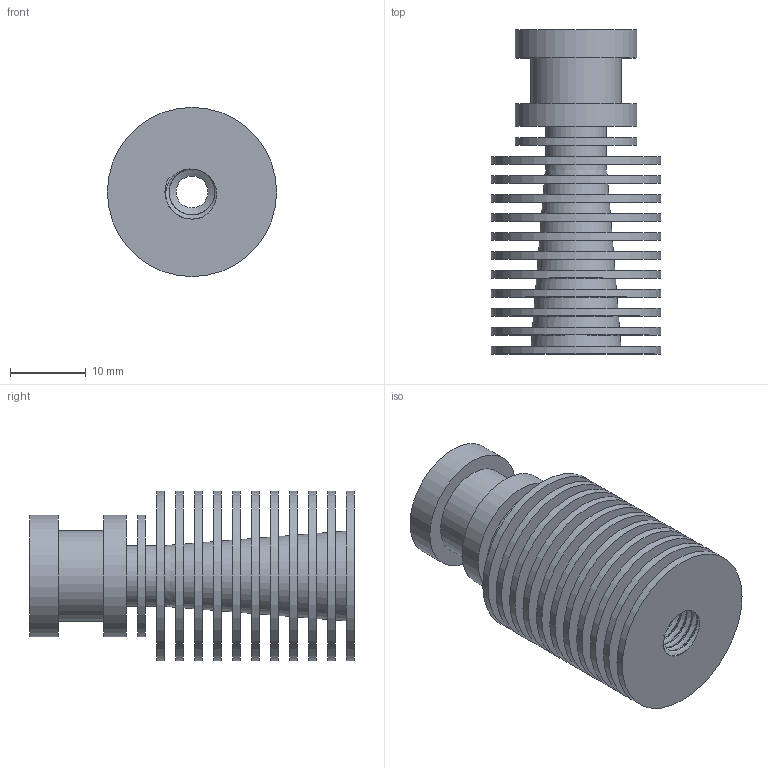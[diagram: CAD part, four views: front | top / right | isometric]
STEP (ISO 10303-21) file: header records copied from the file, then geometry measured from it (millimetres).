
FILE_DESCRIPTION(/* description */ (''),/* implementation_level */ '2;1');
FILE_NAME(/* name */ 'E3D V6 Heatsink.step',/* time_stamp */ '2017-11-02T09:08:39+01:00',/* author */ (''),/* organization */ (''),/* preprocessor_version */ 'ST-DEVELOPER v16.13',/* originating_system */ 'Autodesk Translation Framework v6.5.0.72',/* authorisation */ '');
FILE_SCHEMA (('AUTOMOTIVE_DESIGN { 1 0 10303 214 3 1 1 }'));
Length unit declared in the file: millimetre
Products named in the file (1): E3D V6 Heatsink
Bounding box: 22.3 x 42.7 x 22.3 mm (x, y, z)
Volume: 6775.7 mm3; surface area: 10693.9 mm2
Topology: 1 solids, 1 shells, 99 faces, 256 edges, 185 vertices
Faces by surface type: cylinder 56, plane 29, cone 12, bspline 2
Full cylindrical faces by diameter (mm): 4.2 x1, 6.035 x17, 7.147 x17, 8 x3, 12 x1, 16 x3, 22.3 x11
Entity records: 5148 total; most frequent: CARTESIAN_POINT 2658, ORIENTED_EDGE 512, DIRECTION 506, EDGE_CURVE 256, AXIS2_PLACEMENT_3D 220, VERTEX_POINT 185, EDGE_LOOP 127, CIRCLE 122
